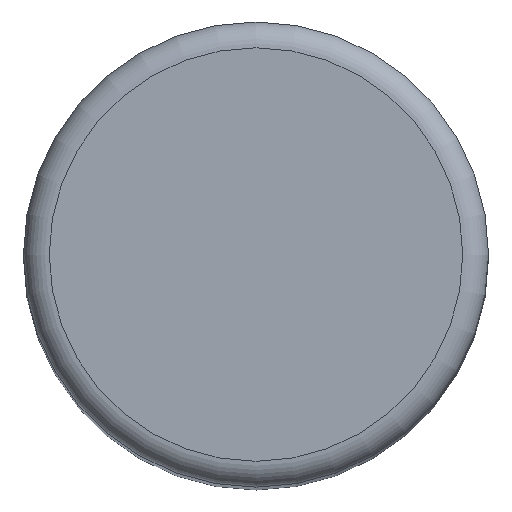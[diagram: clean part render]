
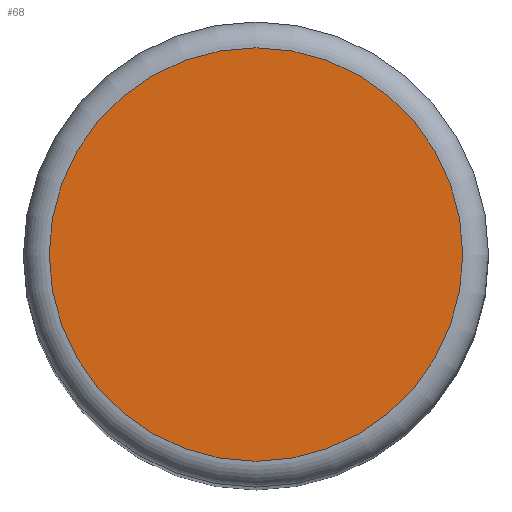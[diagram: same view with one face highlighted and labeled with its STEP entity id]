
A CAD part, top view. The second image highlights one B-rep face of the part: STEP entity #68.
In plain terms, the highlighted planar face has unit normal (0, 0, 1).
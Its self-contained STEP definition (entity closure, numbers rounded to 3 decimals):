
#15=PLANE('',#93);
#25=FACE_OUTER_BOUND('',#30,.T.);
#30=EDGE_LOOP('',(#61));
#35=CIRCLE('',#91,8.);
#40=VERTEX_POINT('',#132);
#46=EDGE_CURVE('',#40,#40,#35,.T.);
#61=ORIENTED_EDGE('',*,*,#46,.F.);
#68=ADVANCED_FACE('',(#25),#15,.T.);
#91=AXIS2_PLACEMENT_3D('',#133,#113,#114);
#93=AXIS2_PLACEMENT_3D('',#135,#117,#118);
#113=DIRECTION('center_axis',(0.,0.,-1.));
#114=DIRECTION('ref_axis',(1.,0.,0.));
#117=DIRECTION('center_axis',(0.,0.,1.));
#118=DIRECTION('ref_axis',(1.,0.,0.));
#132=CARTESIAN_POINT('',(-8.,0.,65.));
#133=CARTESIAN_POINT('Origin',(0.,0.,65.));
#135=CARTESIAN_POINT('Origin',(0.,0.,65.));
